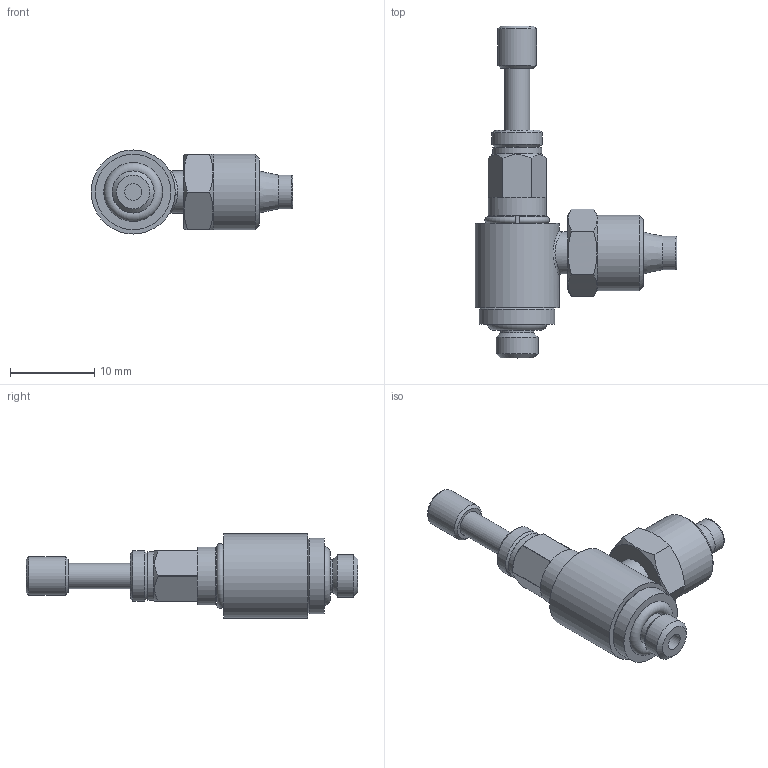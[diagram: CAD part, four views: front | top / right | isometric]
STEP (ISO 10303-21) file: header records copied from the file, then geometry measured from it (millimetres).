
FILE_DESCRIPTION( ( 'STEP AP214' ), '1' );
FILE_NAME( '04320V30.stp', '2021-04-20T07:26:07', ( 'License CC BY-ND 4.0' ), ( 'CADENAS' ), ' ', 'PARTsolutions', ' ' );
FILE_SCHEMA( ( 'AUTOMOTIVE_DESIGN { 1 0 10303 214 1 1 1 1 }' ) );
Length unit declared in the file: metre
Products named in the file (3): 04320V30; NONE
Assembly tree (2 placements, depth 2):
  04320V30
    NONE
    NONE
Bounding box: 24 x 39.5 x 10 mm (x, y, z)
Volume: 2090.9 mm3; surface area: 1584.3 mm2
Topology: 2 solids, 3 shells, 81 faces, 174 edges, 112 vertices
Faces by surface type: plane 37, cone 21, cylinder 18, torus 3, bspline 2
Full cylindrical faces by diameter (mm): 2 x1, 3 x2, 3.9 x1, 4 x1, 4.6 x1, 5 x3, 5.8 x1, 6 x1, 6.3 x1, 6.9 x1, 9 x2, 10 x1
Entity records: 3236 total; most frequent: CARTESIAN_POINT 979, DIRECTION 321, ORIENTED_EDGE 266, AXIS2_PLACEMENT_3D 148, EDGE_CURVE 133, EDGE_LOOP 129, VERTEX_POINT 107, FACE_OUTER_BOUND 100
